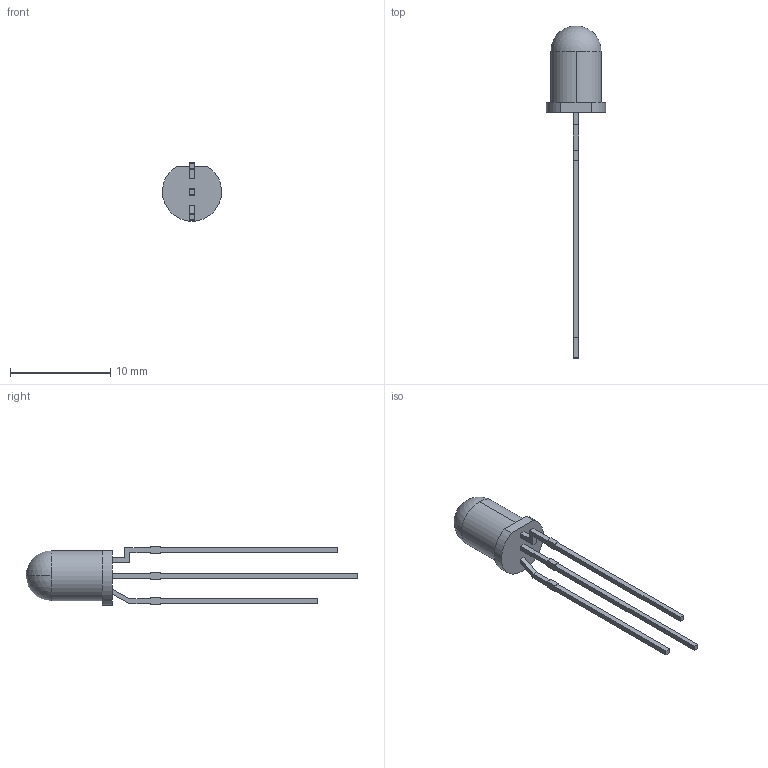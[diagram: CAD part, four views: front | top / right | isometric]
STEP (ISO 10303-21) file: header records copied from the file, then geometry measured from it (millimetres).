
FILE_DESCRIPTION (( 'STEP AP214' ), '1' );
FILE_NAME ('59.STEP', '2008-08-27T17:11:36', ( '' ), ( '' ), 'SwSTEP 2.0', 'SolidWorks 2008', '' );
FILE_SCHEMA (( 'AUTOMOTIVE_DESIGN' ));
Length unit declared in the file: millimetre
Products named in the file (1): 59
Bounding box: 5.9 x 33.1 x 5.84 mm (x, y, z)
Volume: 176.7 mm3; surface area: 310 mm2
Topology: 1 solids, 1 shells, 337 faces, 913 edges, 607 vertices
Faces by surface type: plane 215, bspline 116, cylinder 4, sphere 2
Entity records: 19675 total; most frequent: CARTESIAN_POINT 8244, ORIENTED_EDGE 1822, DIRECTION 1135, EDGE_CURVE 911, VECTOR 667, LINE 667, VERTEX_POINT 607, EDGE_LOOP 368
